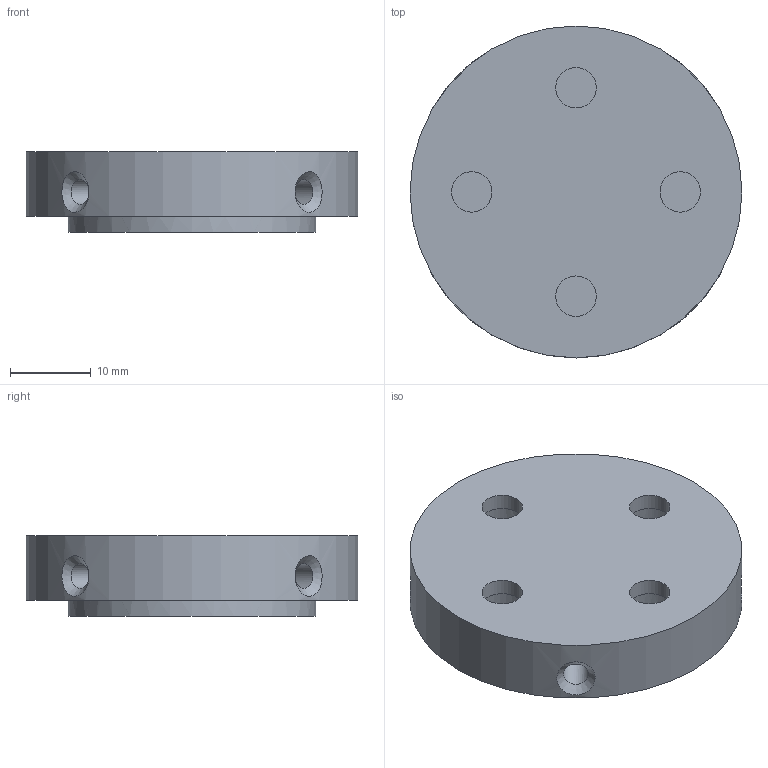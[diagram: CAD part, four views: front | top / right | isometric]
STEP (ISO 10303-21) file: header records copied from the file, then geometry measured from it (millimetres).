
FILE_DESCRIPTION(/* description */ (''),/* implementation_level */ '2;1');
FILE_NAME(/* name */ 'LinkageType7_3Dprint.step',/* time_stamp */ '2021-05-10T18:44:18+02:00',/* author */ (''),/* organization */ (''),/* preprocessor_version */ 'ST-DEVELOPER v18.1',/* originating_system */ 'Autodesk Translation Framework v10.6.0.1341',/* authorisation */ '');
FILE_SCHEMA (('AUTOMOTIVE_DESIGN { 1 0 10303 214 3 1 1 }'));
Length unit declared in the file: millimetre
Products named in the file (10): LinkageType7; K3D40Joint; screwhole; Extra; TRTJoint; extra_1; extention; TRT-Plate; Fastening; NutHole
Assembly tree (9 placements, depth 3):
  LinkageType7
    K3D40Joint
      screwhole
      Extra
    TRTJoint
      extra_1
      extention
    TRT-Plate
    Fastening
      NutHole
Bounding box: 41 x 41 x 10 mm (x, y, z)
Volume: 10124.9 mm3; surface area: 7398.9 mm2
Topology: 2 solids, 2 shells, 199 faces, 520 edges, 322 vertices
Faces by surface type: cylinder 86, torus 52, plane 45, cone 8, sphere 8
Full cylindrical faces by diameter (mm): 3.1 x12, 5 x4, 6 x4, 9 x4, 30.55 x1, 41 x1
Entity records: 7074 total; most frequent: CARTESIAN_POINT 1708, DIRECTION 1238, ORIENTED_EDGE 1032, AXIS2_PLACEMENT_3D 554, EDGE_CURVE 516, CIRCLE 336, VERTEX_POINT 322, EDGE_LOOP 224
